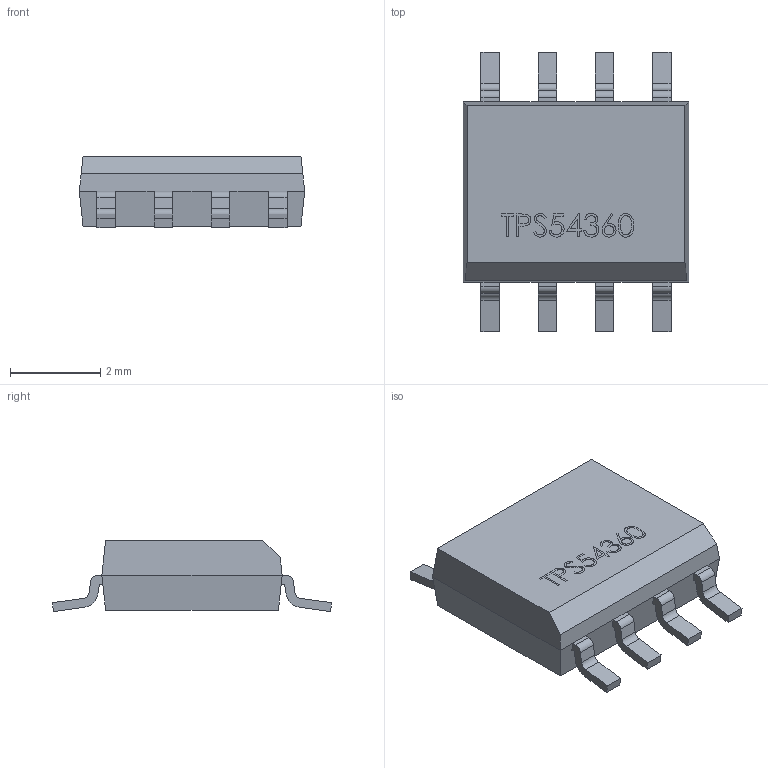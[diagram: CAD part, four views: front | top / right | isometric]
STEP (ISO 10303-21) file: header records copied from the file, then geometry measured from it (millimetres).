
FILE_DESCRIPTION(('FreeCAD Model'),'2;1');
FILE_NAME('User Library-TPS54360DDA.step', '2017-03-07T15:04:45',('kicad StepUp'),('ksu MCAD'), 'Open CASCADE STEP processor 6.8','FreeCAD','Unknown');
FILE_SCHEMA(('AUTOMOTIVE_DESIGN_CC2 { 1 2 10303 214 -1 1 5 4 }'));
Length unit declared in the file: millimetre
Products named in the file (2): ASSEMBLY; User_Library-TPS54360DDA
Assembly tree (1 placements, depth 2):
  ASSEMBLY
    User_Library-TPS54360DDA
Bounding box: 5 x 6.2 x 1.58 mm (x, y, z)
Volume: 30.5 mm3; surface area: 77.8 mm2
Topology: 1 solids, 1 shells, 228 faces, 619 edges, 406 vertices
Faces by surface type: plane 143, bspline 61, cylinder 24
Entity records: 12008 total; most frequent: CARTESIAN_POINT 5012, ORIENTED_EDGE 1238, DIRECTION 883, EDGE_CURVE 619, LINE 449, VECTOR 449, VERTEX_POINT 406, FACE_BOUND 241
